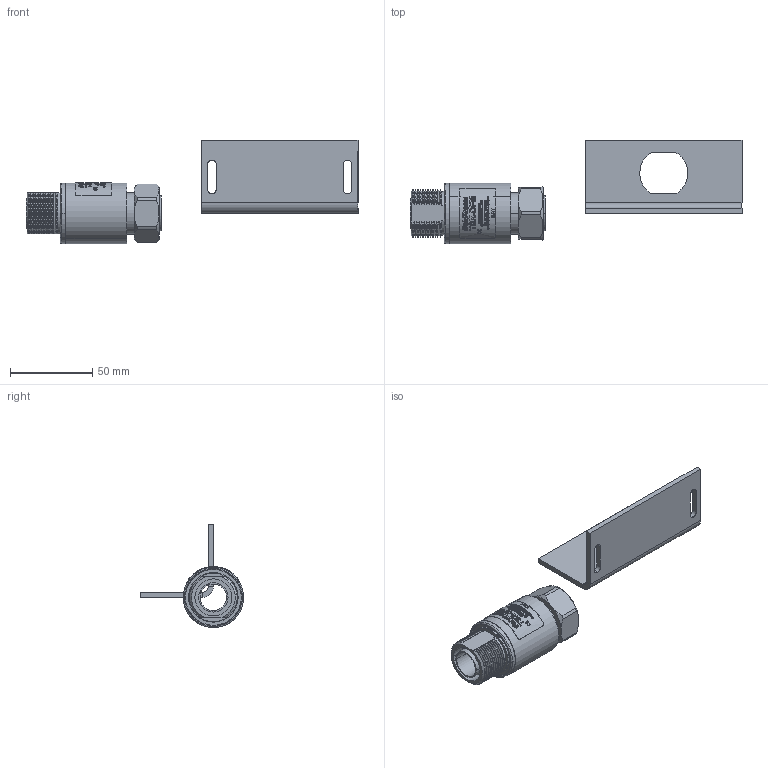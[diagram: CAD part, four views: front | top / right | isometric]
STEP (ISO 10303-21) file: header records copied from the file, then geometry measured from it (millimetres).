
FILE_DESCRIPTION (( 'STEP AP214' ), '1' );
FILE_NAME ('TSX-DFM-BF.STEP', '2019-07-30T19:39:39', ( '' ), ( '' ), 'SwSTEP 2.0', 'SolidWorks 2019', '' );
FILE_SCHEMA (( 'AUTOMOTIVE_DESIGN' ));
Length unit declared in the file: inch
Products named in the file (13): 5800-0172; 5420-0149; 5800-0173; TSX-DFM-BF; 1729-0040; 5800-0171_5800-0171; 7020-3424; 5800-0171
Assembly tree (6 placements, depth 2):
  5800-0172
  5420-0149
  TSX-DFM-BF
    5800-0173
    5800-0172
    1729-0040
    5800-0171_5800-0171
    7020-3424
    5420-0149
  1729-0040
  5800-0171
Bounding box: 202.07 x 62.87 x 62.87 mm (x, y, z)
Volume: 67680.7 mm3; surface area: 44191.9 mm2
Topology: 6 solids, 6 shells, 2031 faces, 5485 edges, 3617 vertices
Faces by surface type: bspline 1040, plane 542, cylinder 311, cone 120, torus 18
Entity records: 127893 total; most frequent: CARTESIAN_POINT 64429, ORIENTED_EDGE 10970, EDGE_CURVE 5485, DIRECTION 5062, VERTEX_POINT 3617, B_SPLINE_CURVE_WITH_KNOTS 3394, EDGE_LOOP 2196, FACE_OUTER_BOUND 2031
